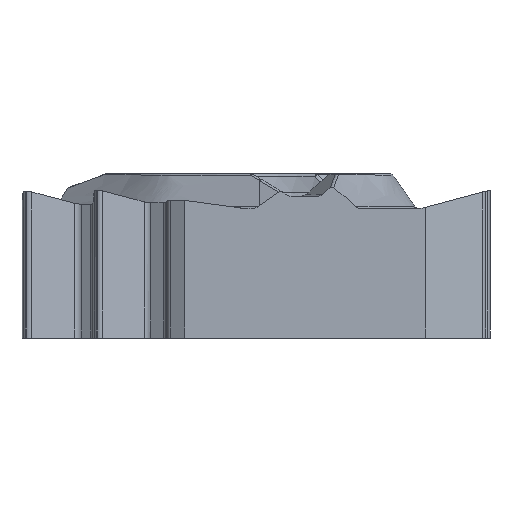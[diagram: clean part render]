
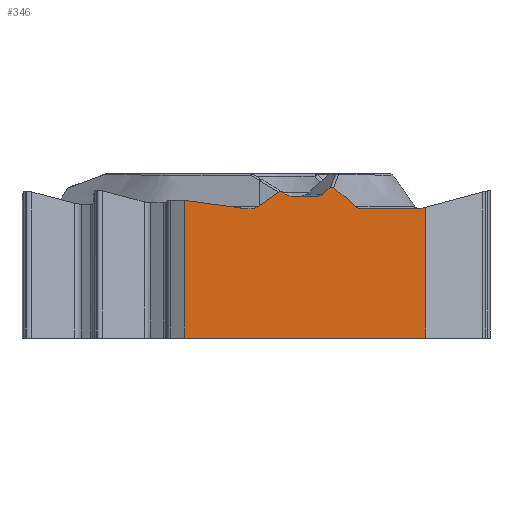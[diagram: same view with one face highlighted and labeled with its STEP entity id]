
A CAD part, left-side view. The second image highlights one B-rep face of the part: STEP entity #346.
In plain terms, the highlighted planar face has unit normal (-1, 0, 0).
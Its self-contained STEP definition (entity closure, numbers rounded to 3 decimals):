
#144=FACE_OUTER_BOUND('',#931,.T.);
#303=ELLIPSE('',#2824,0.309,0.3);
#304=ELLIPSE('',#2825,0.309,0.3);
#305=ELLIPSE('',#2826,0.149,0.1);
#306=ELLIPSE('',#2827,1.,0.5);
#346=ADVANCED_FACE('',(#144),#507,.F.);
#507=PLANE('',#2828);
#581=LINE('',#4348,#761);
#600=LINE('',#4463,#780);
#601=LINE('',#4465,#781);
#602=LINE('',#4469,#782);
#603=LINE('',#4504,#783);
#604=LINE('',#4508,#784);
#605=LINE('',#4512,#785);
#606=LINE('',#4516,#786);
#607=LINE('',#4536,#787);
#608=LINE('',#4538,#788);
#761=VECTOR('',#3119,1.);
#780=VECTOR('',#3170,1.);
#781=VECTOR('',#3171,1.);
#782=VECTOR('',#3174,1.);
#783=VECTOR('',#3175,1.);
#784=VECTOR('',#3178,1.);
#785=VECTOR('',#3181,1.);
#786=VECTOR('',#3184,1.);
#787=VECTOR('',#3187,1.);
#788=VECTOR('',#3188,1.);
#931=EDGE_LOOP('',(#1175,#1176,#1177,#1178,#1179,#1180,#1181,#1182,#1183,
#1184,#1185,#1186,#1187,#1188,#1189,#1190,#1191,#1192,#1193,#1194));
#1175=ORIENTED_EDGE('',*,*,#2207,.T.);
#1176=ORIENTED_EDGE('',*,*,#2245,.F.);
#1177=ORIENTED_EDGE('',*,*,#2246,.T.);
#1178=ORIENTED_EDGE('',*,*,#2247,.T.);
#1179=ORIENTED_EDGE('',*,*,#2248,.T.);
#1180=ORIENTED_EDGE('',*,*,#2249,.T.);
#1181=ORIENTED_EDGE('',*,*,#2250,.F.);
#1182=ORIENTED_EDGE('',*,*,#2251,.F.);
#1183=ORIENTED_EDGE('',*,*,#2252,.T.);
#1184=ORIENTED_EDGE('',*,*,#2253,.T.);
#1185=ORIENTED_EDGE('',*,*,#2254,.T.);
#1186=ORIENTED_EDGE('',*,*,#2255,.T.);
#1187=ORIENTED_EDGE('',*,*,#2256,.T.);
#1188=ORIENTED_EDGE('',*,*,#2257,.F.);
#1189=ORIENTED_EDGE('',*,*,#2258,.T.);
#1190=ORIENTED_EDGE('',*,*,#2259,.F.);
#1191=ORIENTED_EDGE('',*,*,#2260,.T.);
#1192=ORIENTED_EDGE('',*,*,#2261,.T.);
#1193=ORIENTED_EDGE('',*,*,#2262,.T.);
#1194=ORIENTED_EDGE('',*,*,#2263,.F.);
#1954=VERTEX_POINT('',#4347);
#1955=VERTEX_POINT('',#4349);
#1991=VERTEX_POINT('',#4464);
#1992=VERTEX_POINT('',#4466);
#1993=VERTEX_POINT('',#4468);
#1994=VERTEX_POINT('',#4470);
#1995=VERTEX_POINT('',#4481);
#1996=VERTEX_POINT('',#4489);
#1997=VERTEX_POINT('',#4503);
#1998=VERTEX_POINT('',#4505);
#1999=VERTEX_POINT('',#4507);
#2000=VERTEX_POINT('',#4509);
#2001=VERTEX_POINT('',#4511);
#2002=VERTEX_POINT('',#4513);
#2003=VERTEX_POINT('',#4515);
#2004=VERTEX_POINT('',#4517);
#2005=VERTEX_POINT('',#4522);
#2006=VERTEX_POINT('',#4533);
#2007=VERTEX_POINT('',#4535);
#2008=VERTEX_POINT('',#4537);
#2207=EDGE_CURVE('',#1955,#1954,#581,.T.);
#2245=EDGE_CURVE('',#1991,#1954,#600,.T.);
#2246=EDGE_CURVE('',#1991,#1992,#601,.T.);
#2247=EDGE_CURVE('',#1992,#1993,#2603,.T.);
#2248=EDGE_CURVE('',#1993,#1994,#602,.T.);
#2249=EDGE_CURVE('',#1994,#1995,#2684,.T.);
#2250=EDGE_CURVE('',#1996,#1995,#2685,.T.);
#2251=EDGE_CURVE('',#1997,#1996,#2686,.T.);
#2252=EDGE_CURVE('',#1997,#1998,#603,.T.);
#2253=EDGE_CURVE('',#1998,#1999,#303,.T.);
#2254=EDGE_CURVE('',#1999,#2000,#604,.T.);
#2255=EDGE_CURVE('',#2000,#2001,#304,.T.);
#2256=EDGE_CURVE('',#2001,#2002,#605,.T.);
#2257=EDGE_CURVE('',#2003,#2002,#305,.T.);
#2258=EDGE_CURVE('',#2003,#2004,#606,.T.);
#2259=EDGE_CURVE('',#2005,#2004,#2687,.T.);
#2260=EDGE_CURVE('',#2005,#2006,#2688,.T.);
#2261=EDGE_CURVE('',#2006,#2007,#306,.T.);
#2262=EDGE_CURVE('',#2007,#2008,#607,.T.);
#2263=EDGE_CURVE('',#1955,#2008,#608,.T.);
#2603=CIRCLE('',#2823,0.5);
#2684=B_SPLINE_CURVE_WITH_KNOTS('',3,(#4471,#4472,#4473,#4474,#4475,#4476,
#4477,#4478,#4479,#4480),.UNSPECIFIED.,.F.,.F.,(4,3,3,4),(0.,0.468,
0.914,1.),.UNSPECIFIED.);
#2685=B_SPLINE_CURVE_WITH_KNOTS('',3,(#4482,#4483,#4484,#4485,#4486,#4487,
#4488),.UNSPECIFIED.,.F.,.F.,(4,3,4),(0.,0.411,1.),
 .UNSPECIFIED.);
#2686=B_SPLINE_CURVE_WITH_KNOTS('',3,(#4490,#4491,#4492,#4493,#4494,#4495,
#4496,#4497,#4498,#4499,#4500,#4501,#4502),.UNSPECIFIED.,.F.,.F.,(4,3,3,
3,4),(0.,0.265,0.53,0.788,1.),
 .UNSPECIFIED.);
#2687=B_SPLINE_CURVE_WITH_KNOTS('',3,(#4518,#4519,#4520,#4521),
 .UNSPECIFIED.,.F.,.F.,(4,4),(0.,1.),.UNSPECIFIED.);
#2688=B_SPLINE_CURVE_WITH_KNOTS('',3,(#4523,#4524,#4525,#4526,#4527,#4528,
#4529,#4530,#4531,#4532),.UNSPECIFIED.,.F.,.F.,(4,3,3,4),(0.,0.331,
0.914,1.),.UNSPECIFIED.);
#2823=AXIS2_PLACEMENT_3D('',#4467,#3172,#3173);
#2824=AXIS2_PLACEMENT_3D('',#4506,#3176,#3177);
#2825=AXIS2_PLACEMENT_3D('',#4510,#3179,#3180);
#2826=AXIS2_PLACEMENT_3D('',#4514,#3182,#3183);
#2827=AXIS2_PLACEMENT_3D('',#4534,#3185,#3186);
#2828=AXIS2_PLACEMENT_3D('',#4539,#3189,#3190);
#3119=DIRECTION('',(0.,-1.,0.));
#3170=DIRECTION('',(0.,0.,-1.));
#3171=DIRECTION('',(0.,0.966,-0.259));
#3172=DIRECTION('',(1.,0.,0.));
#3173=DIRECTION('',(0.,1.,0.));
#3174=DIRECTION('',(0.,1.,0.));
#3175=DIRECTION('',(0.,0.775,-0.631));
#3176=DIRECTION('',(1.,0.,0.));
#3177=DIRECTION('',(0.,1.,0.));
#3178=DIRECTION('',(0.,1.,0.));
#3179=DIRECTION('',(1.,0.,0.));
#3180=DIRECTION('',(0.,1.,0.));
#3181=DIRECTION('',(0.,0.775,0.631));
#3182=DIRECTION('',(1.,0.,0.));
#3183=DIRECTION('',(0.,-0.858,-0.514));
#3184=DIRECTION('',(0.,0.814,-0.581));
#3185=DIRECTION('',(1.,0.,0.));
#3186=DIRECTION('',(0.,1.,0.));
#3187=DIRECTION('',(0.,0.991,0.133));
#3188=DIRECTION('',(0.,0.,1.));
#3189=DIRECTION('',(1.,0.,0.));
#3190=DIRECTION('',(0.,1.,0.));
#4347=CARTESIAN_POINT('',(-6.35,-5.912,-5.56));
#4348=CARTESIAN_POINT('',(-6.35,5.476,-5.56));
#4349=CARTESIAN_POINT('',(-6.35,2.669,-5.56));
#4463=CARTESIAN_POINT('',(-6.35,-5.912,25.));
#4464=CARTESIAN_POINT('',(-6.35,-5.912,-0.908));
#4465=CARTESIAN_POINT('',(-6.35,-6.873,-0.65));
#4466=CARTESIAN_POINT('',(-6.35,-5.781,-0.943));
#4467=CARTESIAN_POINT('',(-6.35,-5.651,-0.46));
#4468=CARTESIAN_POINT('',(-6.35,-5.651,-0.96));
#4469=CARTESIAN_POINT('',(-6.35,0.,-0.96));
#4470=CARTESIAN_POINT('',(-6.35,-3.587,-0.96));
#4471=CARTESIAN_POINT('',(-6.35,-3.587,-0.96));
#4472=CARTESIAN_POINT('',(-6.35,-3.56,-0.96));
#4473=CARTESIAN_POINT('',(-6.35,-3.531,-0.955));
#4474=CARTESIAN_POINT('',(-6.35,-3.505,-0.945));
#4475=CARTESIAN_POINT('',(-6.35,-3.48,-0.936));
#4476=CARTESIAN_POINT('',(-6.35,-3.457,-0.922));
#4477=CARTESIAN_POINT('',(-6.35,-3.436,-0.905));
#4478=CARTESIAN_POINT('',(-6.35,-3.433,-0.902));
#4479=CARTESIAN_POINT('',(-6.35,-3.429,-0.898));
#4480=CARTESIAN_POINT('',(-6.35,-3.425,-0.894));
#4481=CARTESIAN_POINT('',(-6.35,-3.425,-0.894));
#4482=CARTESIAN_POINT('',(-6.35,-2.636,-0.216));
#4483=CARTESIAN_POINT('',(-6.35,-2.751,-0.3));
#4484=CARTESIAN_POINT('',(-6.35,-2.863,-0.388));
#4485=CARTESIAN_POINT('',(-6.35,-2.972,-0.48));
#4486=CARTESIAN_POINT('',(-6.35,-3.129,-0.611));
#4487=CARTESIAN_POINT('',(-6.35,-3.28,-0.75));
#4488=CARTESIAN_POINT('',(-6.35,-3.425,-0.894));
#4489=CARTESIAN_POINT('',(-6.35,-2.636,-0.216));
#4490=CARTESIAN_POINT('',(-6.35,-2.515,-0.22));
#4491=CARTESIAN_POINT('',(-6.35,-2.524,-0.213));
#4492=CARTESIAN_POINT('',(-6.35,-2.534,-0.207));
#4493=CARTESIAN_POINT('',(-6.35,-2.545,-0.203));
#4494=CARTESIAN_POINT('',(-6.35,-2.556,-0.199));
#4495=CARTESIAN_POINT('',(-6.35,-2.567,-0.197));
#4496=CARTESIAN_POINT('',(-6.35,-2.579,-0.197));
#4497=CARTESIAN_POINT('',(-6.35,-2.59,-0.197));
#4498=CARTESIAN_POINT('',(-6.35,-2.601,-0.199));
#4499=CARTESIAN_POINT('',(-6.35,-2.611,-0.203));
#4500=CARTESIAN_POINT('',(-6.35,-2.62,-0.206));
#4501=CARTESIAN_POINT('',(-6.35,-2.628,-0.21));
#4502=CARTESIAN_POINT('',(-6.35,-2.636,-0.216));
#4503=CARTESIAN_POINT('',(-6.35,-2.515,-0.22));
#4504=CARTESIAN_POINT('',(-6.35,-13.351,8.602));
#4505=CARTESIAN_POINT('',(-6.35,-2.233,-0.45));
#4506=CARTESIAN_POINT('',(-6.35,-2.034,-0.22));
#4507=CARTESIAN_POINT('',(-6.35,-2.034,-0.52));
#4508=CARTESIAN_POINT('',(-6.35,0.,-0.52));
#4509=CARTESIAN_POINT('',(-6.35,-1.132,-0.52));
#4510=CARTESIAN_POINT('',(-6.35,-1.132,-0.22));
#4511=CARTESIAN_POINT('',(-6.35,-0.934,-0.45));
#4512=CARTESIAN_POINT('',(-6.35,12.088,10.152));
#4513=CARTESIAN_POINT('',(-6.35,-0.863,-0.392));
#4514=CARTESIAN_POINT('',(-6.35,-0.786,-0.46));
#4515=CARTESIAN_POINT('',(-6.35,-0.678,-0.363));
#4516=CARTESIAN_POINT('',(-6.35,-12.224,7.882));
#4517=CARTESIAN_POINT('',(-6.35,0.,-0.847));
#4518=CARTESIAN_POINT('',(-6.35,0.033,-0.871));
#4519=CARTESIAN_POINT('',(-6.35,0.022,-0.863));
#4520=CARTESIAN_POINT('',(-6.35,0.011,-0.855));
#4521=CARTESIAN_POINT('',(-6.35,0.,-0.847));
#4522=CARTESIAN_POINT('',(-6.35,0.033,-0.871));
#4523=CARTESIAN_POINT('',(-6.35,0.033,-0.871));
#4524=CARTESIAN_POINT('',(-6.35,0.069,-0.896));
#4525=CARTESIAN_POINT('',(-6.35,0.11,-0.914));
#4526=CARTESIAN_POINT('',(-6.35,0.151,-0.927));
#4527=CARTESIAN_POINT('',(-6.35,0.225,-0.95));
#4528=CARTESIAN_POINT('',(-6.35,0.303,-0.959));
#4529=CARTESIAN_POINT('',(-6.35,0.38,-0.958));
#4530=CARTESIAN_POINT('',(-6.35,0.391,-0.958));
#4531=CARTESIAN_POINT('',(-6.35,0.402,-0.958));
#4532=CARTESIAN_POINT('',(-6.35,0.414,-0.957));
#4533=CARTESIAN_POINT('',(-6.35,0.414,-0.957));
#4534=CARTESIAN_POINT('',(-6.35,0.304,-0.46));
#4535=CARTESIAN_POINT('',(-6.35,0.563,-0.943));
#4536=CARTESIAN_POINT('',(-6.35,8.803,0.161));
#4537=CARTESIAN_POINT('',(-6.35,2.669,-0.661));
#4538=CARTESIAN_POINT('',(-6.35,2.669,25.));
#4539=CARTESIAN_POINT('',(-6.35,5.476,25.));
